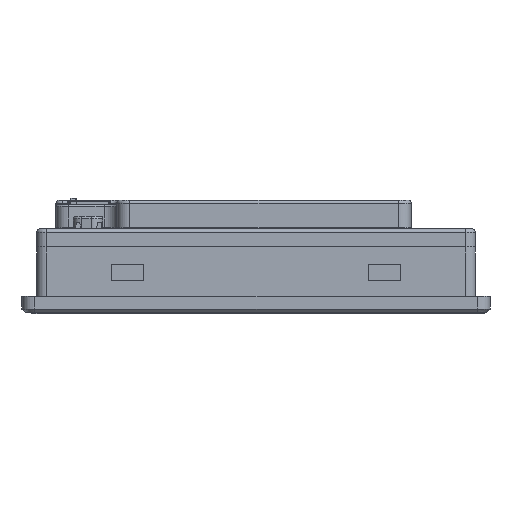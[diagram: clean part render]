
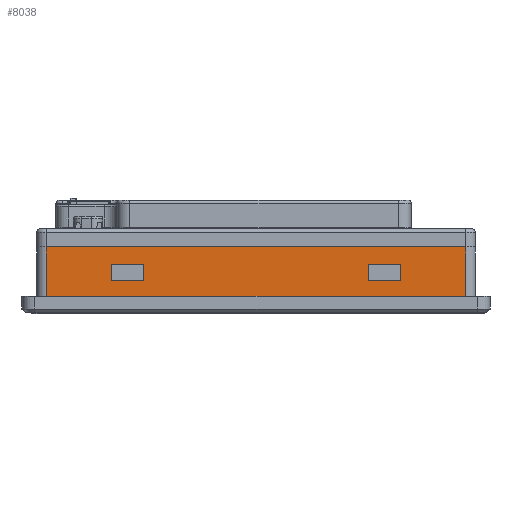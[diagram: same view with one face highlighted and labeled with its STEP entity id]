
A CAD part, left-side view. The second image highlights one B-rep face of the part: STEP entity #8038.
In plain terms, the highlighted planar face has unit normal (-1, 0, 0).
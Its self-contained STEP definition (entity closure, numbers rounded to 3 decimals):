
#8038=ADVANCED_FACE('',(#51676,#51678,#51680),#51682,.F.);
#51676=FACE_BOUND('',#51677,.T.);
#51677=EDGE_LOOP('',(#93773,#93774,#93775,#93776));
#51678=FACE_BOUND('',#51679,.T.);
#51679=EDGE_LOOP('',(#93777,#93778,#93779,#93780));
#51680=FACE_BOUND('',#51681,.T.);
#51681=EDGE_LOOP('',(#93781,#93782,#93783,#93784));
#51682=PLANE('',#51683);
#51683=AXIS2_PLACEMENT_3D('',#51684,#51685,#51686);
#51684=CARTESIAN_POINT('',(4.6,141.4,21.5));
#51685=DIRECTION('',(1.,0.,0.));
#51686=DIRECTION('',(0.,0.,1.));
#93773=ORIENTED_EDGE('',*,*,#121191,.F.);
#93774=ORIENTED_EDGE('',*,*,#121192,.T.);
#93775=ORIENTED_EDGE('',*,*,#121193,.T.);
#93776=ORIENTED_EDGE('',*,*,#121194,.T.);
#93777=ORIENTED_EDGE('',*,*,#121195,.T.);
#93778=ORIENTED_EDGE('',*,*,#121196,.T.);
#93779=ORIENTED_EDGE('',*,*,#121197,.T.);
#93780=ORIENTED_EDGE('',*,*,#121198,.T.);
#93781=ORIENTED_EDGE('',*,*,#121199,.F.);
#93782=ORIENTED_EDGE('',*,*,#121200,.F.);
#93783=ORIENTED_EDGE('',*,*,#121201,.F.);
#93784=ORIENTED_EDGE('',*,*,#121202,.F.);
#121191=EDGE_CURVE('',#137407,#137408,#137409,.T.);
#121192=EDGE_CURVE('',#137407,#137410,#137411,.T.);
#121193=EDGE_CURVE('',#137410,#137412,#137413,.T.);
#121194=EDGE_CURVE('',#137412,#137408,#137414,.T.);
#121195=EDGE_CURVE('',#137415,#137416,#137417,.T.);
#121196=EDGE_CURVE('',#137416,#137418,#137419,.T.);
#121197=EDGE_CURVE('',#137418,#137420,#137421,.T.);
#121198=EDGE_CURVE('',#137420,#137415,#137422,.T.);
#121199=EDGE_CURVE('',#137423,#137424,#137425,.T.);
#121200=EDGE_CURVE('',#137426,#137423,#137427,.T.);
#121201=EDGE_CURVE('',#137428,#137426,#137429,.T.);
#121202=EDGE_CURVE('',#137424,#137428,#137430,.T.);
#137407=VERTEX_POINT('',#170212);
#137408=VERTEX_POINT('',#170213);
#137409=LINE('',#170214,#170215);
#137410=VERTEX_POINT('',#170217);
#137411=LINE('',#170218,#170219);
#137412=VERTEX_POINT('',#170221);
#137413=LINE('',#170222,#170223);
#137414=LINE('',#170225,#170226);
#137415=VERTEX_POINT('',#170228);
#137416=VERTEX_POINT('',#170229);
#137417=LINE('',#170230,#170231);
#137418=VERTEX_POINT('',#170233);
#137419=LINE('',#170234,#170235);
#137420=VERTEX_POINT('',#170237);
#137421=LINE('',#170238,#170239);
#137422=LINE('',#170241,#170242);
#137423=VERTEX_POINT('',#170244);
#137424=VERTEX_POINT('',#170245);
#137425=LINE('',#170246,#170247);
#137426=VERTEX_POINT('',#170249);
#137427=LINE('',#170250,#170251);
#137428=VERTEX_POINT('',#170253);
#137429=LINE('',#170254,#170255);
#137430=LINE('',#170257,#170258);
#170212=CARTESIAN_POINT('',(4.6,138.4,20.4));
#170213=CARTESIAN_POINT('',(4.6,7.6,20.4));
#170214=CARTESIAN_POINT('',(4.6,138.4,20.4));
#170215=VECTOR('',#170216,1.);
#170216=DIRECTION('',(0.,-1.,0.));
#170217=CARTESIAN_POINT('',(4.6,138.4,3.));
#170218=CARTESIAN_POINT('',(4.6,138.4,20.4));
#170219=VECTOR('',#170220,1.);
#170220=DIRECTION('',(0.,0.,-1.));
#170221=CARTESIAN_POINT('',(4.6,7.6,3.));
#170222=CARTESIAN_POINT('',(4.6,138.4,3.));
#170223=VECTOR('',#170224,1.);
#170224=DIRECTION('',(0.,-1.,0.));
#170225=CARTESIAN_POINT('',(4.6,7.6,3.));
#170226=VECTOR('',#170227,1.);
#170227=DIRECTION('',(0.,0.,1.));
#170228=CARTESIAN_POINT('',(4.6,28.,10.));
#170229=CARTESIAN_POINT('',(4.6,38.,10.));
#170230=CARTESIAN_POINT('',(4.6,28.,10.));
#170231=VECTOR('',#170232,1.);
#170232=DIRECTION('',(0.,1.,0.));
#170233=CARTESIAN_POINT('',(4.6,38.,15.));
#170234=CARTESIAN_POINT('',(4.6,38.,10.));
#170235=VECTOR('',#170236,1.);
#170236=DIRECTION('',(0.,0.,1.));
#170237=CARTESIAN_POINT('',(4.6,28.,15.));
#170238=CARTESIAN_POINT('',(4.6,38.,15.));
#170239=VECTOR('',#170240,1.);
#170240=DIRECTION('',(0.,-1.,0.));
#170241=CARTESIAN_POINT('',(4.6,28.,15.));
#170242=VECTOR('',#170243,1.);
#170243=DIRECTION('',(0.,0.,-1.));
#170244=CARTESIAN_POINT('',(4.6,108.,10.));
#170245=CARTESIAN_POINT('',(4.6,108.,15.));
#170246=CARTESIAN_POINT('',(4.6,108.,10.));
#170247=VECTOR('',#170248,1.);
#170248=DIRECTION('',(0.,0.,1.));
#170249=CARTESIAN_POINT('',(4.6,118.,10.));
#170250=CARTESIAN_POINT('',(4.6,118.,10.));
#170251=VECTOR('',#170252,1.);
#170252=DIRECTION('',(0.,-1.,0.));
#170253=CARTESIAN_POINT('',(4.6,118.,15.));
#170254=CARTESIAN_POINT('',(4.6,118.,15.));
#170255=VECTOR('',#170256,1.);
#170256=DIRECTION('',(0.,0.,-1.));
#170257=CARTESIAN_POINT('',(4.6,108.,15.));
#170258=VECTOR('',#170259,1.);
#170259=DIRECTION('',(0.,1.,0.));
